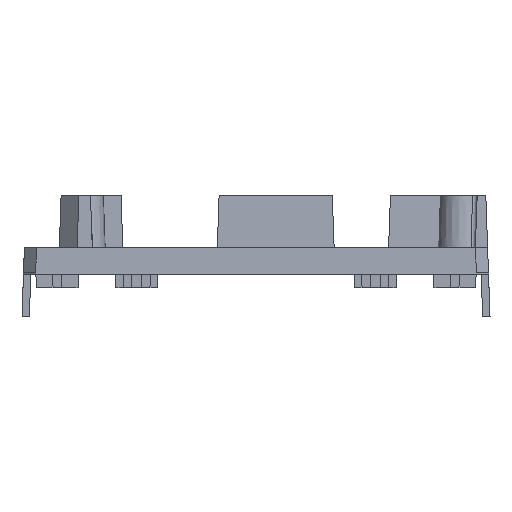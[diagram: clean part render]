
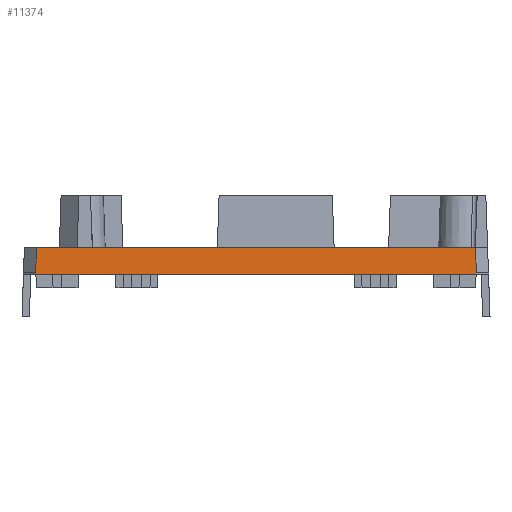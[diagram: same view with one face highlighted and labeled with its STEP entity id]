
A CAD part, front view. The second image highlights one B-rep face of the part: STEP entity #11374.
In plain terms, the highlighted planar face has unit normal (0, -0.999, 0.035).
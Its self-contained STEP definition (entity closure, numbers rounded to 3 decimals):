
#181 = PLANE ( 'NONE',  #3052 ) ;
#615 = CARTESIAN_POINT ( 'NONE',  ( 35.869, -7.702, -0.069 ) ) ;
#732 = VERTEX_POINT ( 'NONE', #14646 ) ;
#1188 = LINE ( 'NONE', #15774, #8232 ) ;
#1521 = LINE ( 'NONE', #15463, #7640 ) ;
#1797 = ORIENTED_EDGE ( 'NONE', *, *, #2088, .F. ) ;
#1947 = CARTESIAN_POINT ( 'NONE',  ( -36.013, -7.85, -4.3 ) ) ;
#1971 = CARTESIAN_POINT ( 'NONE',  ( -35.779, -7.61, 2.568 ) ) ;
#2088 = EDGE_CURVE ( 'NONE', #2263, #2162, #1521, .T. ) ;
#2140 = VERTEX_POINT ( 'NONE', #16019 ) ;
#2162 = VERTEX_POINT ( 'NONE', #1947 ) ;
#2263 = VERTEX_POINT ( 'NONE', #13433 ) ;
#2447 = EDGE_CURVE ( 'NONE', #2263, #732, #4007, .T. ) ;
#3052 = AXIS2_PLACEMENT_3D ( 'NONE', #9451, #13303, #14594 ) ;
#3403 = EDGE_CURVE ( 'NONE', #2162, #13206, #1188, .T. ) ;
#4007 = LINE ( 'NONE', #11815, #14481 ) ;
#4280 = CARTESIAN_POINT ( 'NONE',  ( -35.869, -7.7, 0. ) ) ;
#6499 = EDGE_CURVE ( 'NONE', #2140, #7576, #6785, .T. ) ;
#6511 = DIRECTION ( 'NONE',  ( 0.014, 0.035, 0.999 ) ) ;
#6708 = CARTESIAN_POINT ( 'NONE',  ( -36.008, -7.84, -4. ) ) ;
#6785 = LINE ( 'NONE', #13020, #15730 ) ;
#7576 = VERTEX_POINT ( 'NONE', #4280 ) ;
#7640 = VECTOR ( 'NONE', #16757, 1000. ) ;
#8039 = DIRECTION ( 'NONE',  ( -0.014, 0.035, 0.999 ) ) ;
#8232 = VECTOR ( 'NONE', #6511, 1000. ) ;
#8588 = DIRECTION ( 'NONE',  ( -0.035, -0.035, -0.999 ) ) ;
#8627 = ORIENTED_EDGE ( 'NONE', *, *, #16156, .T. ) ;
#9451 = CARTESIAN_POINT ( 'NONE',  ( 37.85, -7.7, 0. ) ) ;
#9589 = VECTOR ( 'NONE', #8588, 1000. ) ;
#9996 = ORIENTED_EDGE ( 'NONE', *, *, #6499, .T. ) ;
#11374 = ADVANCED_FACE ( 'NONE', ( #15814 ), #181, .T. ) ;
#11815 = CARTESIAN_POINT ( 'NONE',  ( 36.006, -7.84, -4. ) ) ;
#12396 = ORIENTED_EDGE ( 'NONE', *, *, #3403, .F. ) ;
#13020 = CARTESIAN_POINT ( 'NONE',  ( 37.85, -7.7, 0. ) ) ;
#13076 = ORIENTED_EDGE ( 'NONE', *, *, #15739, .T. ) ;
#13206 = VERTEX_POINT ( 'NONE', #6708 ) ;
#13303 = DIRECTION ( 'NONE',  ( 0., -0.999, 0.035 ) ) ;
#13433 = CARTESIAN_POINT ( 'NONE',  ( 36.01, -7.85, -4.3 ) ) ;
#13968 = LINE ( 'NONE', #1971, #9589 ) ;
#14481 = VECTOR ( 'NONE', #8039, 1000. ) ;
#14528 = ORIENTED_EDGE ( 'NONE', *, *, #2447, .T. ) ;
#14566 = DIRECTION ( 'NONE',  ( -1., 0., 0. ) ) ;
#14594 = DIRECTION ( 'NONE',  ( 0., -0.035, -0.999 ) ) ;
#14646 = CARTESIAN_POINT ( 'NONE',  ( 36.006, -7.84, -4. ) ) ;
#15279 = LINE ( 'NONE', #615, #16718 ) ;
#15463 = CARTESIAN_POINT ( 'NONE',  ( 0., -7.85, -4.3 ) ) ;
#15730 = VECTOR ( 'NONE', #14566, 1000. ) ;
#15739 = EDGE_CURVE ( 'NONE', #732, #2140, #15279, .T. ) ;
#15774 = CARTESIAN_POINT ( 'NONE',  ( -36.008, -7.84, -4. ) ) ;
#15814 = FACE_OUTER_BOUND ( 'NONE', #16792, .T. ) ;
#16019 = CARTESIAN_POINT ( 'NONE',  ( 35.866, -7.7, 0. ) ) ;
#16156 = EDGE_CURVE ( 'NONE', #7576, #13206, #13968, .T. ) ;
#16588 = DIRECTION ( 'NONE',  ( -0.035, 0.035, 0.999 ) ) ;
#16718 = VECTOR ( 'NONE', #16588, 1000. ) ;
#16757 = DIRECTION ( 'NONE',  ( -1., 0., 0. ) ) ;
#16792 = EDGE_LOOP ( 'NONE', ( #8627, #12396, #1797, #14528, #13076, #9996 ) ) ;
